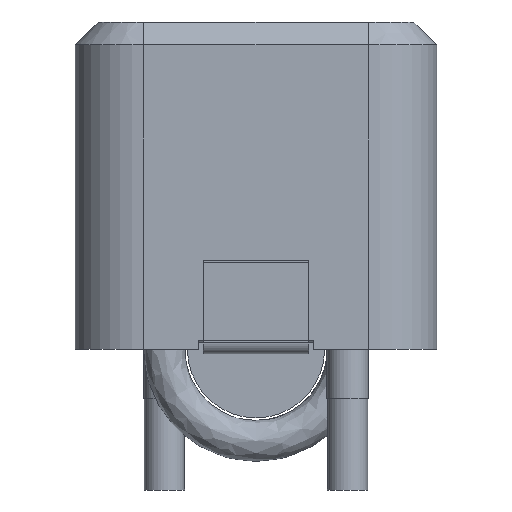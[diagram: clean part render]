
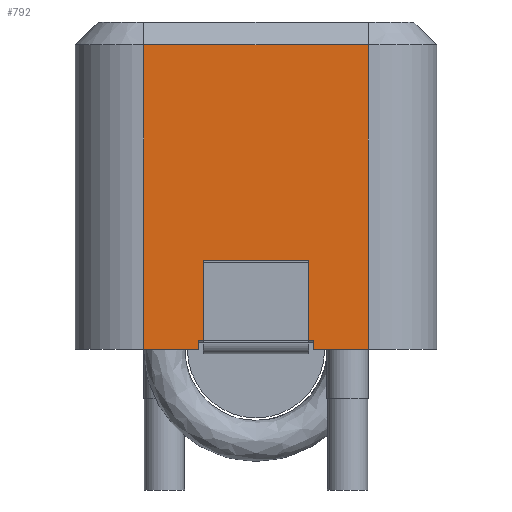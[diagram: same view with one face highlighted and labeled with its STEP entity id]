
A CAD part, left-side view. The second image highlights one B-rep face of the part: STEP entity #792.
In plain terms, the highlighted planar face has unit normal (-1, 0, 0).
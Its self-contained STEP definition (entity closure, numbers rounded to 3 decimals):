
#792 = ADVANCED_FACE( '', ( #1199 ), #1200, .F. );
#1199 = FACE_OUTER_BOUND( '', #1746, .T. );
#1200 = PLANE( '', #1747 );
#1746 = EDGE_LOOP( '', ( #3022, #3023, #3024, #3025, #3026, #3027, #3028, #3029 ) );
#1747 = AXIS2_PLACEMENT_3D( '', #3030, #3031, #3032 );
#3022 = ORIENTED_EDGE( '', *, *, #4741, .T. );
#3023 = ORIENTED_EDGE( '', *, *, #4710, .T. );
#3024 = ORIENTED_EDGE( '', *, *, #4742, .T. );
#3025 = ORIENTED_EDGE( '', *, *, #4743, .T. );
#3026 = ORIENTED_EDGE( '', *, *, #4744, .T. );
#3027 = ORIENTED_EDGE( '', *, *, #4745, .T. );
#3028 = ORIENTED_EDGE( '', *, *, #4746, .T. );
#3029 = ORIENTED_EDGE( '', *, *, #4709, .T. );
#3030 = CARTESIAN_POINT( '', ( -3.95, 3.95, 7.15 ) );
#3031 = DIRECTION( '', ( 1., 0., 0. ) );
#3032 = DIRECTION( '', ( 0., 0., -1. ) );
#4709 = EDGE_CURVE( '', #5590, #5595, #5597, .T. );
#4710 = EDGE_CURVE( '', #5598, #5599, #5600, .T. );
#4741 = EDGE_CURVE( '', #5595, #5598, #5650, .T. );
#4742 = EDGE_CURVE( '', #5599, #5651, #5652, .T. );
#4743 = EDGE_CURVE( '', #5651, #5653, #5654, .F. );
#4744 = EDGE_CURVE( '', #5653, #5655, #5656, .T. );
#4745 = EDGE_CURVE( '', #5655, #5657, #5658, .T. );
#4746 = EDGE_CURVE( '', #5657, #5590, #5659, .T. );
#5590 = VERTEX_POINT( '', #7542 );
#5595 = VERTEX_POINT( '', #7549 );
#5597 = LINE( '', #7551, #7552 );
#5598 = VERTEX_POINT( '', #7553 );
#5599 = VERTEX_POINT( '', #7554 );
#5600 = LINE( '', #7555, #7556 );
#5650 = LINE( '', #7628, #7629 );
#5651 = VERTEX_POINT( '', #7630 );
#5652 = LINE( '', #7631, #7632 );
#5653 = VERTEX_POINT( '', #7633 );
#5654 = LINE( '', #7634, #7635 );
#5655 = VERTEX_POINT( '', #7636 );
#5656 = LINE( '', #7637, #7638 );
#5657 = VERTEX_POINT( '', #7639 );
#5658 = LINE( '', #7640, #7641 );
#5659 = LINE( '', #7642, #7643 );
#7542 = CARTESIAN_POINT( '', ( -3.95, 1.25, 0. ) );
#7549 = CARTESIAN_POINT( '', ( -3.95, 1.25, 0.2 ) );
#7551 = CARTESIAN_POINT( '', ( -3.95, 1.25, 7.15 ) );
#7552 = VECTOR( '', #8648, 1000. );
#7553 = CARTESIAN_POINT( '', ( -3.95, -1.25, 0.2 ) );
#7554 = CARTESIAN_POINT( '', ( -3.95, -1.25, 0. ) );
#7555 = CARTESIAN_POINT( '', ( -3.95, -1.25, 7.15 ) );
#7556 = VECTOR( '', #8649, 1000. );
#7628 = CARTESIAN_POINT( '', ( -3.95, 3.95, 0.2 ) );
#7629 = VECTOR( '', #8696, 1000. );
#7630 = CARTESIAN_POINT( '', ( -3.95, -2.45, 0. ) );
#7631 = CARTESIAN_POINT( '', ( -3.95, 3.95, 0. ) );
#7632 = VECTOR( '', #8697, 1000. );
#7633 = CARTESIAN_POINT( '', ( -3.95, -2.45, 6.65 ) );
#7634 = CARTESIAN_POINT( '', ( -3.95, -2.45, 7.15 ) );
#7635 = VECTOR( '', #8698, 1000. );
#7636 = CARTESIAN_POINT( '', ( -3.95, 2.45, 6.65 ) );
#7637 = CARTESIAN_POINT( '', ( -3.95, 2.45, 6.65 ) );
#7638 = VECTOR( '', #8699, 1000. );
#7639 = CARTESIAN_POINT( '', ( -3.95, 2.45, 0. ) );
#7640 = CARTESIAN_POINT( '', ( -3.95, 2.45, 7.15 ) );
#7641 = VECTOR( '', #8700, 1000. );
#7642 = CARTESIAN_POINT( '', ( -3.95, 3.95, 0. ) );
#7643 = VECTOR( '', #8701, 1000. );
#8648 = DIRECTION( '', ( 0., 0., 1. ) );
#8649 = DIRECTION( '', ( 0., 0., -1. ) );
#8696 = DIRECTION( '', ( 0., -1., 0. ) );
#8697 = DIRECTION( '', ( 0., -1., 0. ) );
#8698 = DIRECTION( '', ( 0., 0., -1. ) );
#8699 = DIRECTION( '', ( 0., 1., 0. ) );
#8700 = DIRECTION( '', ( 0., 0., -1. ) );
#8701 = DIRECTION( '', ( 0., -1., 0. ) );
